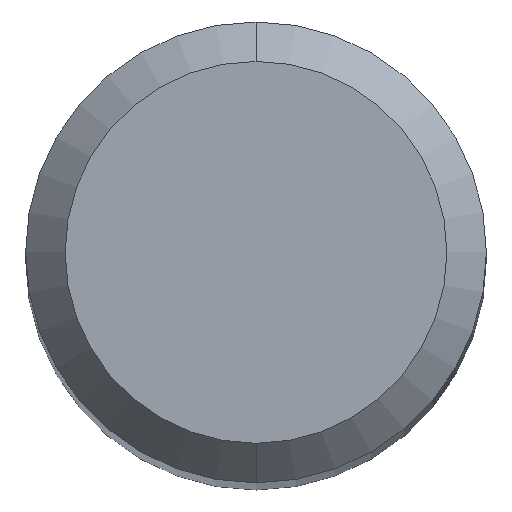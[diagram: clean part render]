
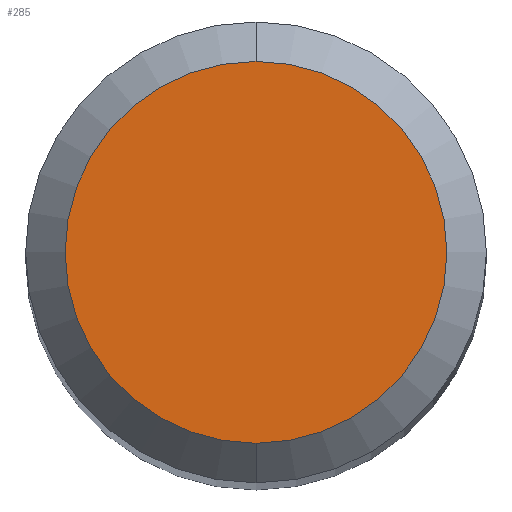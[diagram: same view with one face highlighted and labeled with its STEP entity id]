
A CAD part, top view. The second image highlights one B-rep face of the part: STEP entity #285.
In plain terms, the highlighted planar face has unit normal (0, 0, 1).
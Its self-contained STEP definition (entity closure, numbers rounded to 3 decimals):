
#175=VERTEX_POINT('',#411);
#179=EDGE_CURVE('',#223,#175,#415,.T.);
#217=EDGE_CURVE('',#175,#223,#456,.T.);
#223=VERTEX_POINT('',#462);
#285=ADVANCED_FACE('',(#533),#534,.T.);
#411=CARTESIAN_POINT('',(0.,-1.45,0.0));
#415=CIRCLE('',#675,1.45);
#456=CIRCLE('',#728,1.45);
#462=CARTESIAN_POINT('',(0.0,1.45,0.0));
#533=FACE_OUTER_BOUND('',#832,.T.);
#534=PLANE('',#833);
#675=AXIS2_PLACEMENT_3D('',#980,#981,#982);
#728=AXIS2_PLACEMENT_3D('',#1029,#1030,#1031);
#832=EDGE_LOOP('',(#1136,#1137));
#833=AXIS2_PLACEMENT_3D('',#1138,#1139,#1140);
#980=CARTESIAN_POINT('',(0.0,0.0,0.0));
#981=DIRECTION('',(0.0,0.0,-1.0));
#982=DIRECTION('',(0.0,1.0,0.0));
#1029=CARTESIAN_POINT('',(0.0,0.0,0.0));
#1030=DIRECTION('',(0.0,0.0,-1.0));
#1031=DIRECTION('',(0.0,1.0,0.0));
#1136=ORIENTED_EDGE('',*,*,#179,.F.);
#1137=ORIENTED_EDGE('',*,*,#217,.F.);
#1138=CARTESIAN_POINT('',(0.0,0.725,0.0));
#1139=DIRECTION('',(-0.0,0.0,1.0));
#1140=DIRECTION('',(0.0,-1.0,0.0));
